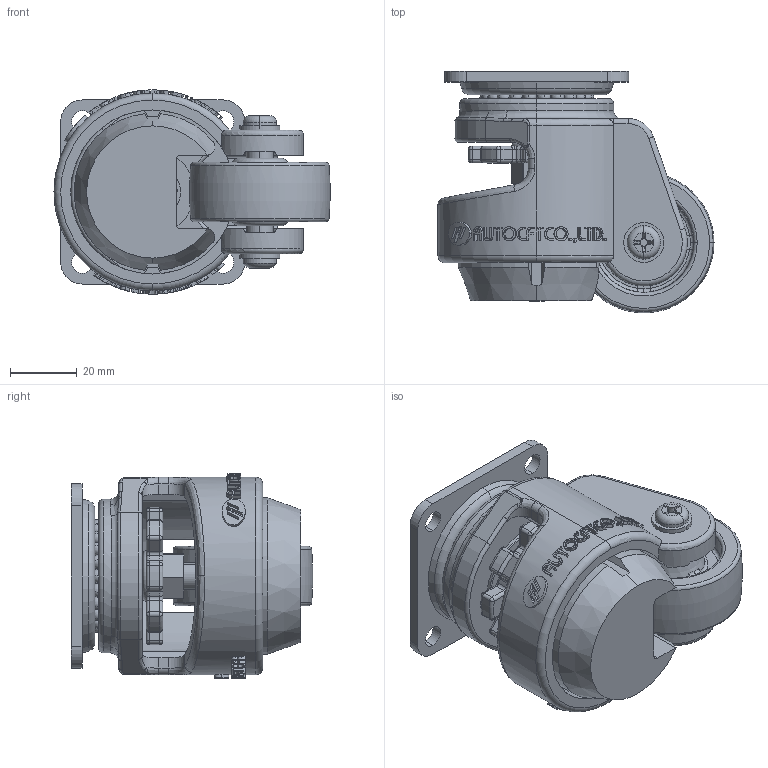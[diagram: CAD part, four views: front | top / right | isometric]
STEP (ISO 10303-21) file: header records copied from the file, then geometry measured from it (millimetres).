
FILE_DESCRIPTION (( 'STEP AP203' ), '1' );
FILE_NAME ('AC-50F.STEP', '2015-08-13T08:18:16', ( 'WON SINCHUL' ), ( 'Hewlett-Packard Company' ), 'SwSTEP 2.0', 'SolidWorks 2015', '' );
FILE_SCHEMA (( 'CONFIG_CONTROL_DESIGN' ));
Length unit declared in the file: millimetre
Products named in the file (1): AC-50F
Bounding box: 82.46 x 72.11 x 61 mm (x, y, z)
Volume: 130386.9 mm3; surface area: 60322.7 mm2
Topology: 32 solids, 32 shells, 1173 faces, 3077 edges, 1954 vertices
Faces by surface type: plane 359, cylinder 280, bspline 251, torus 172, sphere 78, cone 33
Entity records: 67984 total; most frequent: CARTESIAN_POINT 41494, ORIENTED_EDGE 5856, DIRECTION 4989, EDGE_CURVE 2928, AXIS2_PLACEMENT_3D 2064, VERTEX_POINT 1885, EDGE_LOOP 1267, FACE_OUTER_BOUND 1173
